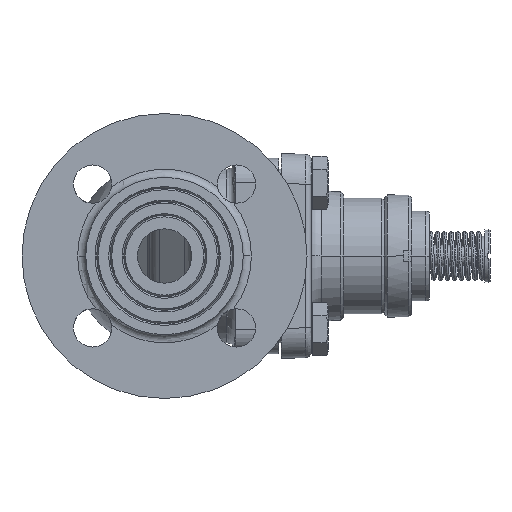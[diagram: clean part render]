
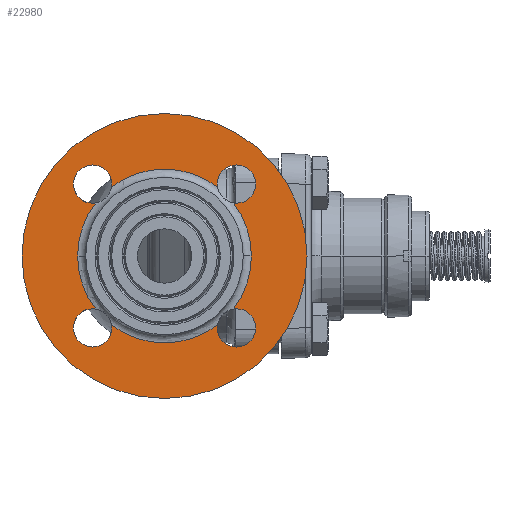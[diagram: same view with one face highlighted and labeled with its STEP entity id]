
A CAD part, left-side view. The second image highlights one B-rep face of the part: STEP entity #22980.
In plain terms, the highlighted planar face has unit normal (-1, 0, 0).
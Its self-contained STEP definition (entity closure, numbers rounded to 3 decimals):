
#6191=CARTESIAN_POINT('',(-73.,0.,0.));
#6192=DIRECTION('',(-1.,0.,0.));
#6193=DIRECTION('',(0.,1.,0.));
#6194=AXIS2_PLACEMENT_3D('',#6191,#6192,#6193);
#6196=CARTESIAN_POINT('',(-73.,0.,0.));
#6197=DIRECTION('',(1.,0.,0.));
#6198=DIRECTION('',(0.,1.,0.));
#6199=AXIS2_PLACEMENT_3D('',#6196,#6197,#6198);
#6201=CARTESIAN_POINT('',(-73.,-26.5,26.5));
#6202=DIRECTION('',(1.,0.,0.));
#6203=DIRECTION('',(0.,-1.,0.));
#6204=AXIS2_PLACEMENT_3D('',#6201,#6202,#6203);
#6206=CARTESIAN_POINT('',(-73.,-26.5,26.5));
#6207=DIRECTION('',(1.,0.,0.));
#6208=DIRECTION('',(0.,1.,0.));
#6209=AXIS2_PLACEMENT_3D('',#6206,#6207,#6208);
#6211=CARTESIAN_POINT('',(-73.,-26.5,26.5));
#6212=DIRECTION('',(1.,0.,0.));
#6213=DIRECTION('',(0.,0.986,-0.165));
#6214=AXIS2_PLACEMENT_3D('',#6211,#6212,#6213);
#6216=CARTESIAN_POINT('',(-73.,0.,0.));
#6217=DIRECTION('',(1.,0.,0.));
#6218=DIRECTION('',(0.,0.611,0.792));
#6219=AXIS2_PLACEMENT_3D('',#6216,#6217,#6218);
#6221=CARTESIAN_POINT('',(-73.,26.5,26.5));
#6222=DIRECTION('',(-1.,0.,0.));
#6223=DIRECTION('',(0.,-0.986,-0.165));
#6224=AXIS2_PLACEMENT_3D('',#6221,#6222,#6223);
#6226=CARTESIAN_POINT('',(-73.,26.5,26.5));
#6227=DIRECTION('',(-1.,0.,0.));
#6228=DIRECTION('',(0.,-1.,0.));
#6229=AXIS2_PLACEMENT_3D('',#6226,#6227,#6228);
#6231=CARTESIAN_POINT('',(-73.,26.5,26.5));
#6232=DIRECTION('',(-1.,0.,0.));
#6233=DIRECTION('',(0.,1.,0.));
#6234=AXIS2_PLACEMENT_3D('',#6231,#6232,#6233);
#6236=CARTESIAN_POINT('',(-73.,0.,0.));
#6237=DIRECTION('',(1.,0.,0.));
#6238=DIRECTION('',(0.,1.,0.));
#6239=AXIS2_PLACEMENT_3D('',#6236,#6237,#6238);
#6241=CARTESIAN_POINT('',(-73.,0.,0.));
#6242=DIRECTION('',(1.,0.,0.));
#6243=DIRECTION('',(0.,0.792,-0.611));
#6244=AXIS2_PLACEMENT_3D('',#6241,#6242,#6243);
#6246=CARTESIAN_POINT('',(-73.,26.5,-26.5));
#6247=DIRECTION('',(1.,0.,0.));
#6248=DIRECTION('',(0.,1.,0.));
#6249=AXIS2_PLACEMENT_3D('',#6246,#6247,#6248);
#6251=CARTESIAN_POINT('',(-73.,26.5,-26.5));
#6252=DIRECTION('',(1.,0.,0.));
#6253=DIRECTION('',(0.,-1.,0.));
#6254=AXIS2_PLACEMENT_3D('',#6251,#6252,#6253);
#6256=CARTESIAN_POINT('',(-73.,26.5,-26.5));
#6257=DIRECTION('',(1.,0.,0.));
#6258=DIRECTION('',(0.,-0.986,0.165));
#6259=AXIS2_PLACEMENT_3D('',#6256,#6257,#6258);
#6261=CARTESIAN_POINT('',(-73.,0.,0.));
#6262=DIRECTION('',(1.,0.,0.));
#6263=DIRECTION('',(0.,-0.611,-0.792));
#6264=AXIS2_PLACEMENT_3D('',#6261,#6262,#6263);
#6266=CARTESIAN_POINT('',(-73.,-26.5,-26.5));
#6267=DIRECTION('',(-1.,0.,0.));
#6268=DIRECTION('',(0.,0.986,0.165));
#6269=AXIS2_PLACEMENT_3D('',#6266,#6267,#6268);
#6271=CARTESIAN_POINT('',(-73.,-26.5,-26.5));
#6272=DIRECTION('',(-1.,0.,0.));
#6273=DIRECTION('',(0.,1.,0.));
#6274=AXIS2_PLACEMENT_3D('',#6271,#6272,#6273);
#6276=CARTESIAN_POINT('',(-73.,-26.5,-26.5));
#6277=DIRECTION('',(-1.,0.,0.));
#6278=DIRECTION('',(0.,-1.,0.));
#6279=AXIS2_PLACEMENT_3D('',#6276,#6277,#6278);
#6281=CARTESIAN_POINT('',(-73.,0.,0.));
#6282=DIRECTION('',(1.,0.,0.));
#6283=DIRECTION('',(0.,-1.,0.));
#6284=AXIS2_PLACEMENT_3D('',#6281,#6282,#6283);
#6286=CARTESIAN_POINT('',(-73.,0.,0.));
#6287=DIRECTION('',(1.,0.,0.));
#6288=DIRECTION('',(0.,-0.792,0.611));
#6289=AXIS2_PLACEMENT_3D('',#6286,#6287,#6288);
#14700=CARTESIAN_POINT('',(-73.,52.5,0.));
#14702=VERTEX_POINT('',#14700);
#14708=CARTESIAN_POINT('',(-73.,-52.5,0.));
#14710=VERTEX_POINT('',#14708);
#14727=CARTESIAN_POINT('',(-73.,32.,0.));
#14728=VERTEX_POINT('',#14727);
#14729=CARTESIAN_POINT('',(-73.,-32.,0.));
#14730=VERTEX_POINT('',#14729);
#16395=CARTESIAN_POINT('',(-73.,33.55,-26.5));
#16396=CARTESIAN_POINT('',(-73.,25.336,-19.547));
#16397=VERTEX_POINT('',#16395);
#16398=VERTEX_POINT('',#16396);
#16399=CARTESIAN_POINT('',(-73.,19.547,-25.336));
#16400=CARTESIAN_POINT('',(-73.,19.45,-26.5));
#16401=VERTEX_POINT('',#16399);
#16402=VERTEX_POINT('',#16400);
#16407=CARTESIAN_POINT('',(-73.,-33.55,-26.5));
#16408=CARTESIAN_POINT('',(-73.,-25.336,-19.547));
#16409=VERTEX_POINT('',#16407);
#16410=VERTEX_POINT('',#16408);
#16411=CARTESIAN_POINT('',(-73.,-19.547,-25.336));
#16412=CARTESIAN_POINT('',(-73.,-19.45,-26.5));
#16413=VERTEX_POINT('',#16411);
#16414=VERTEX_POINT('',#16412);
#16419=CARTESIAN_POINT('',(-73.,33.55,26.5));
#16420=CARTESIAN_POINT('',(-73.,25.336,19.547));
#16421=VERTEX_POINT('',#16419);
#16422=VERTEX_POINT('',#16420);
#16423=CARTESIAN_POINT('',(-73.,19.547,25.336));
#16424=CARTESIAN_POINT('',(-73.,19.45,26.5));
#16425=VERTEX_POINT('',#16423);
#16426=VERTEX_POINT('',#16424);
#16431=CARTESIAN_POINT('',(-73.,-33.55,26.5));
#16432=CARTESIAN_POINT('',(-73.,-25.336,19.547));
#16433=VERTEX_POINT('',#16431);
#16434=VERTEX_POINT('',#16432);
#16435=CARTESIAN_POINT('',(-73.,-19.547,25.336));
#16436=CARTESIAN_POINT('',(-73.,-19.45,26.5));
#16437=VERTEX_POINT('',#16435);
#16438=VERTEX_POINT('',#16436);
#22933=CARTESIAN_POINT('',(-73.,0.,0.));
#22934=DIRECTION('',(1.,0.,0.));
#22935=DIRECTION('',(0.,-1.,0.));
#22936=AXIS2_PLACEMENT_3D('',#22933,#22934,#22935);
#22937=PLANE('',#22936);
#22938=ORIENTED_EDGE('',*,*,#22926,.F.);
#22939=ORIENTED_EDGE('',*,*,#22915,.T.);
#22940=EDGE_LOOP('',(#22938,#22939));
#22941=FACE_OUTER_BOUND('',#22940,.F.);
#22943=ORIENTED_EDGE('',*,*,#22942,.F.);
#22945=ORIENTED_EDGE('',*,*,#22944,.F.);
#22947=ORIENTED_EDGE('',*,*,#22946,.F.);
#22949=ORIENTED_EDGE('',*,*,#22948,.F.);
#22951=ORIENTED_EDGE('',*,*,#22950,.T.);
#22953=ORIENTED_EDGE('',*,*,#22952,.T.);
#22955=ORIENTED_EDGE('',*,*,#22954,.T.);
#22957=ORIENTED_EDGE('',*,*,#22956,.F.);
#22959=ORIENTED_EDGE('',*,*,#22958,.F.);
#22961=ORIENTED_EDGE('',*,*,#22960,.F.);
#22963=ORIENTED_EDGE('',*,*,#22962,.F.);
#22965=ORIENTED_EDGE('',*,*,#22964,.F.);
#22967=ORIENTED_EDGE('',*,*,#22966,.F.);
#22969=ORIENTED_EDGE('',*,*,#22968,.T.);
#22971=ORIENTED_EDGE('',*,*,#22970,.T.);
#22973=ORIENTED_EDGE('',*,*,#22972,.T.);
#22975=ORIENTED_EDGE('',*,*,#22974,.F.);
#22977=ORIENTED_EDGE('',*,*,#22976,.F.);
#22978=EDGE_LOOP('',(#22943,#22945,#22947,#22949,#22951,#22953,#22955,#22957,
#22959,#22961,#22963,#22965,#22967,#22969,#22971,#22973,#22975,#22977));
#22979=FACE_BOUND('',#22978,.F.);
#22980=ADVANCED_FACE('',(#22941,#22979),#22937,.F.);
#6195=CIRCLE('',#6194,52.5);
#6200=CIRCLE('',#6199,52.5);
#6205=CIRCLE('',#6204,7.05);
#6210=CIRCLE('',#6209,7.05);
#6215=CIRCLE('',#6214,7.05);
#6220=CIRCLE('',#6219,32.);
#6225=CIRCLE('',#6224,7.05);
#6230=CIRCLE('',#6229,7.05);
#6235=CIRCLE('',#6234,7.05);
#6240=CIRCLE('',#6239,32.);
#6245=CIRCLE('',#6244,32.);
#6250=CIRCLE('',#6249,7.05);
#6255=CIRCLE('',#6254,7.05);
#6260=CIRCLE('',#6259,7.05);
#6265=CIRCLE('',#6264,32.);
#6270=CIRCLE('',#6269,7.05);
#6275=CIRCLE('',#6274,7.05);
#6280=CIRCLE('',#6279,7.05);
#6285=CIRCLE('',#6284,32.);
#6290=CIRCLE('',#6289,32.);
#22915=EDGE_CURVE('',#14702,#14710,#6200,.T.);
#22926=EDGE_CURVE('',#14702,#14710,#6195,.T.);
#22942=EDGE_CURVE('',#16433,#16434,#6205,.T.);
#22944=EDGE_CURVE('',#16438,#16433,#6210,.T.);
#22946=EDGE_CURVE('',#16437,#16438,#6215,.T.);
#22948=EDGE_CURVE('',#16425,#16437,#6220,.T.);
#22950=EDGE_CURVE('',#16425,#16426,#6225,.T.);
#22952=EDGE_CURVE('',#16426,#16421,#6230,.T.);
#22954=EDGE_CURVE('',#16421,#16422,#6235,.T.);
#22956=EDGE_CURVE('',#14728,#16422,#6240,.T.);
#22958=EDGE_CURVE('',#16398,#14728,#6245,.T.);
#22960=EDGE_CURVE('',#16397,#16398,#6250,.T.);
#22962=EDGE_CURVE('',#16402,#16397,#6255,.T.);
#22964=EDGE_CURVE('',#16401,#16402,#6260,.T.);
#22966=EDGE_CURVE('',#16413,#16401,#6265,.T.);
#22968=EDGE_CURVE('',#16413,#16414,#6270,.T.);
#22970=EDGE_CURVE('',#16414,#16409,#6275,.T.);
#22972=EDGE_CURVE('',#16409,#16410,#6280,.T.);
#22974=EDGE_CURVE('',#14730,#16410,#6285,.T.);
#22976=EDGE_CURVE('',#16434,#14730,#6290,.T.);
